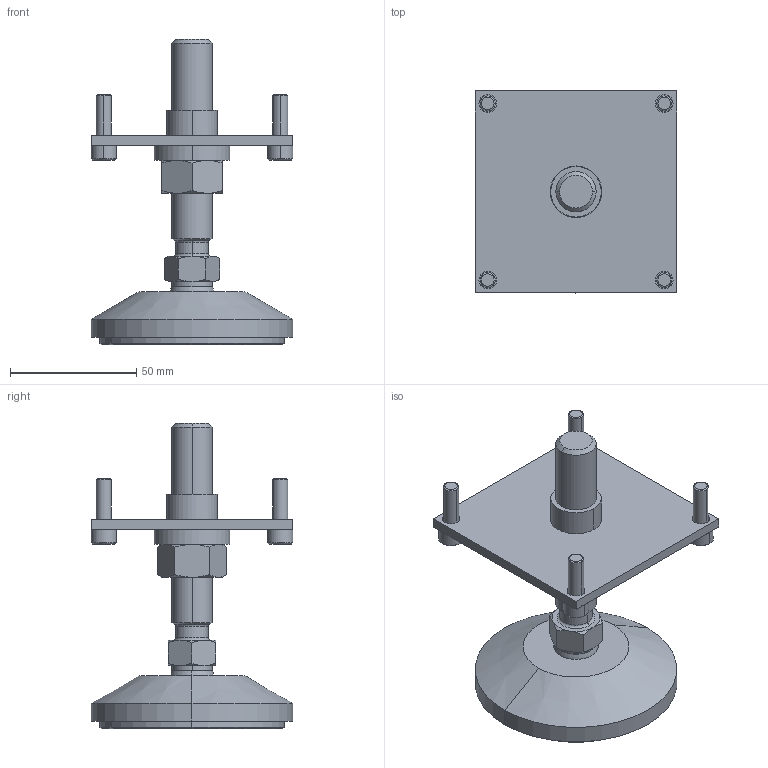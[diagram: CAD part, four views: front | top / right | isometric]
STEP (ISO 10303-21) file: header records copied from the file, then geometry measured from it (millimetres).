
FILE_DESCRIPTION(('Creo Elements/Direct Modeling STEP Export'),'2;1');
FILE_NAME('88.0245.1_Gelenkfuß-MMS-88_80-M16-118-ST-schwingungsgedämpft.stp','2022-03-18T14:22:08',(''),(''),'PTC Creo Elements/Direct Modeling STEP processor for AP214 (Solid Model)','PTC Creo Elements/Direct Modeling 19.0C 15-Aug-2015 (C) Parametric Technology GmbH','');
FILE_SCHEMA(('AUTOMOTIVE_DESIGN { 1 0 10303 214 1 1 1 1 }'));
Length unit declared in the file: millimetre
Products named in the file (9): Flanschmutter-MMS-55_M16_96.5018_PX175862; Flanschplatte-MMS-88_80x80-Laserschneideteil-t4mm_96.8801_PX175864; Sechskantmutter-DIN934_M16-8.8-verz_11506_PX171652; Zylinderschraube-DIN7500_M6x20-GEFU-verz_12542_PX171655.2; Fußspindel_M16x110_96.7010_PX171649; Zylinderschraube-DIN6912_M8x16-8.8-verz_10099_PX171657; Gummischeibe_D7320x9_96.7001_PX173699; Fußteller_Ø80x16mm_96.7000_PX173697; Gelenkfuß-MMS-88_80-M16-118-ST-schwingungsgedämpft_88.0245.1_PX17
5880
Assembly tree (11 placements, depth 2):
  Gelenkfuß-MMS-88_80-M16-118-ST-schwingungsgedämpft_88.0245.1_PX17
5880
    Fußteller_Ø80x16mm_96.7000_PX173697
    Gummischeibe_D7320x9_96.7001_PX173699
    Zylinderschraube-DIN6912_M8x16-8.8-verz_10099_PX171657
    Fußspindel_M16x110_96.7010_PX171649
    Zylinderschraube-DIN7500_M6x20-GEFU-verz_12542_PX171655.2  x4
    Sechskantmutter-DIN934_M16-8.8-verz_11506_PX171652
    Flanschplatte-MMS-88_80x80-Laserschneideteil-t4mm_96.8801_PX175864
    Flanschmutter-MMS-55_M16_96.5018_PX175862
Bounding box: 80 x 80 x 121 mm (x, y, z)
Volume: 134714.5 mm3; surface area: 56902.4 mm2
Topology: 11 solids, 11 shells, 308 faces, 650 edges, 397 vertices
Faces by surface type: plane 102, cylinder 100, cone 64, torus 38, sphere 4
Entity records: 8083 total; most frequent: CARTESIAN_POINT 2701, ORIENTED_EDGE 1068, DIRECTION 988, EDGE_CURVE 534, AXIS2_PLACEMENT_3D 406, VERTEX_POINT 325, EDGE_LOOP 301, FACE_OUTER_BOUND 254
